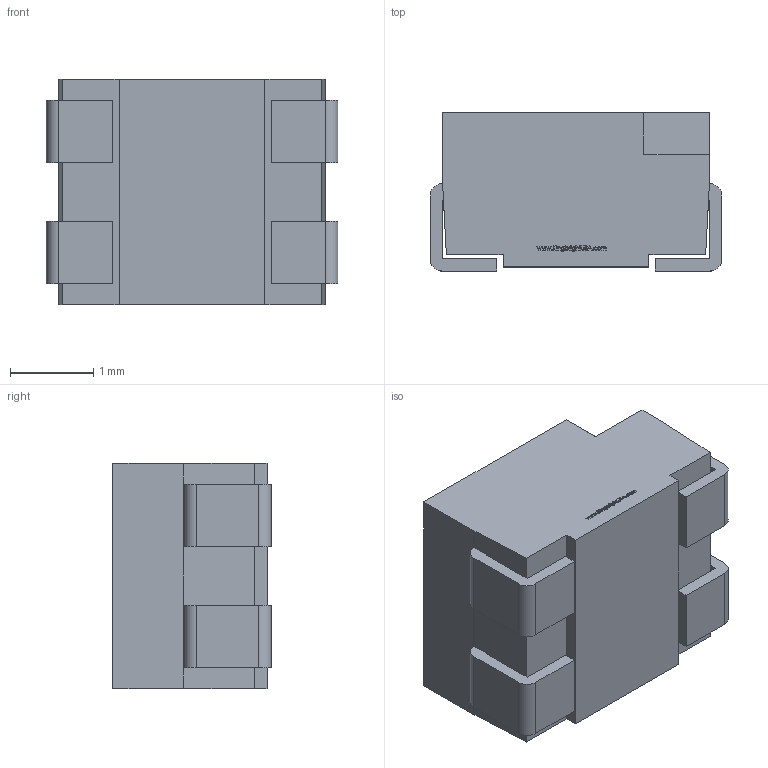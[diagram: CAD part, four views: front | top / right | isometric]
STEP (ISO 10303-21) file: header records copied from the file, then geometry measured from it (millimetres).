
FILE_DESCRIPTION (( 'STEP AP214' ), '1' );
FILE_NAME ('AA3527A.STEP', '2013-01-19T00:59:30', ( 'admin' ), ( '' ), 'SwSTEP 2.0', 'SolidWorks 2010', '' );
FILE_SCHEMA (( 'AUTOMOTIVE_DESIGN' ));
Length unit declared in the file: millimetre
Products named in the file (1): AA3527A
Bounding box: 3.5 x 1.9 x 2.7 mm (x, y, z)
Volume: 12.6 mm3; surface area: 54.4 mm2
Topology: 1 solids, 1 shells, 344 faces, 931 edges, 618 vertices
Faces by surface type: plane 214, bspline 116, cylinder 12, cone 2
Entity records: 23361 total; most frequent: CARTESIAN_POINT 11650, ORIENTED_EDGE 1862, DIRECTION 1185, EDGE_CURVE 931, VECTOR 671, LINE 671, VERTEX_POINT 618, EDGE_LOOP 373
